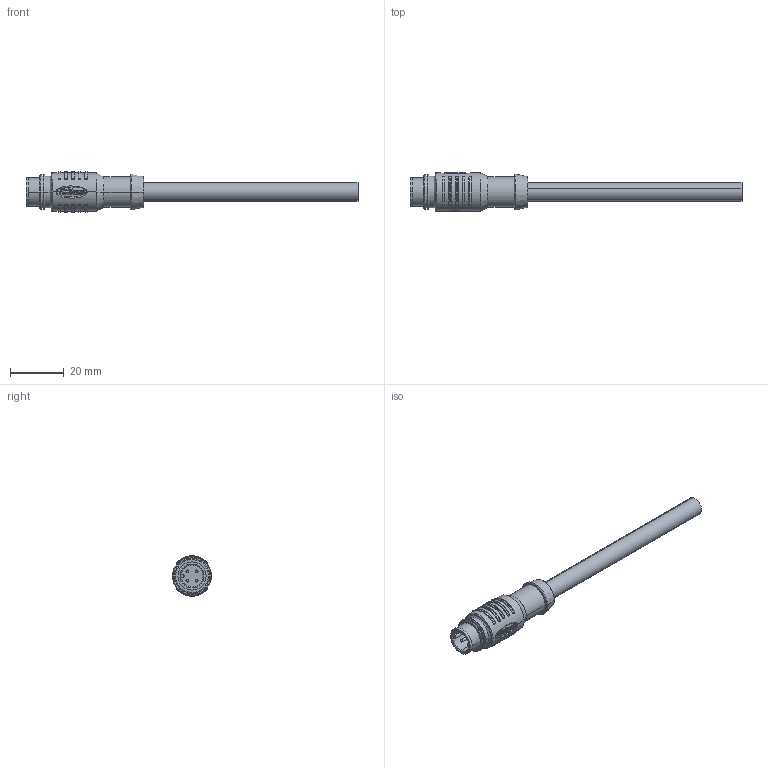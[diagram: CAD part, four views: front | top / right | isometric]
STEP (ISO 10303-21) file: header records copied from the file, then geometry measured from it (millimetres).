
FILE_DESCRIPTION (( 'STEP AP203' ), '1' );
FILE_NAME ('P144.STEP', '2020-03-31T03:49:37', ( 'edpusr' ), ( 'Microsoft' ), 'SwSTEP 2.0', 'SolidWorks 2015', '' );
FILE_SCHEMA (( 'CONFIG_CONTROL_DESIGN' ));
Length unit declared in the file: millimetre
Products named in the file (1): P144
Bounding box: 124 x 14.5 x 15.1 mm (x, y, z)
Volume: 9747.6 mm3; surface area: 6435 mm2
Topology: 7 solids, 7 shells, 450 faces, 1204 edges, 763 vertices
Faces by surface type: bspline 262, cylinder 94, plane 78, cone 16
Entity records: 20658 total; most frequent: CARTESIAN_POINT 11389, ORIENTED_EDGE 2346, DIRECTION 1201, EDGE_CURVE 1173, VERTEX_POINT 763, B_SPLINE_CURVE_WITH_KNOTS 525, EDGE_LOOP 476, ADVANCED_FACE 450
